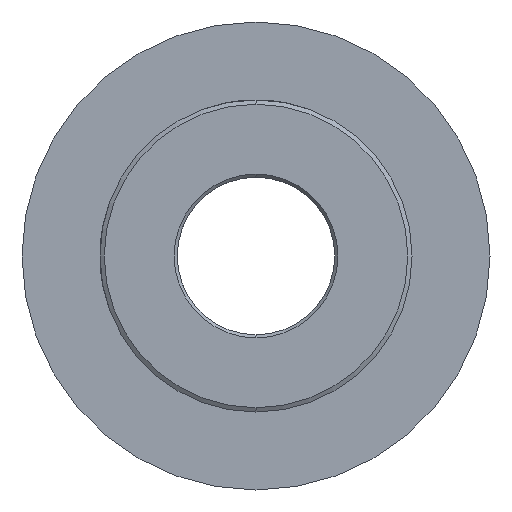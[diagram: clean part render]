
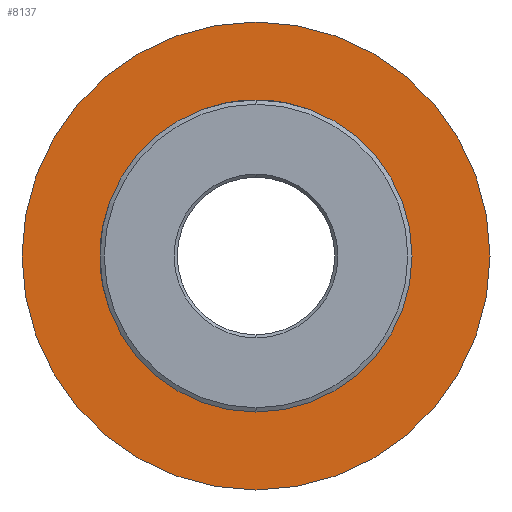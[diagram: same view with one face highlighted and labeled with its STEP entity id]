
A CAD part, left-side view. The second image highlights one B-rep face of the part: STEP entity #8137.
In plain terms, the highlighted planar face has unit normal (-1, 0, 0).
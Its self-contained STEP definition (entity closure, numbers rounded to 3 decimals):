
#84 = EDGE_CURVE ( 'NONE', #13914, #13697, #15759, .T. ) ;
#603 = DIRECTION ( 'NONE',  ( 0., 0., 1. ) ) ;
#783 = CARTESIAN_POINT ( 'NONE',  ( 9., 0., 10. ) ) ;
#1387 = DIRECTION ( 'NONE',  ( -1., 0., 0. ) ) ;
#2307 = VERTEX_POINT ( 'NONE', #14115 ) ;
#2422 = CARTESIAN_POINT ( 'NONE',  ( 9., 0., 15. ) ) ;
#2510 = EDGE_CURVE ( 'NONE', #13697, #13914, #7501, .T. ) ;
#2564 = DIRECTION ( 'NONE',  ( 0., 0., 1. ) ) ;
#2729 = ORIENTED_EDGE ( 'NONE', *, *, #5890, .F. ) ;
#3359 = AXIS2_PLACEMENT_3D ( 'NONE', #6875, #10139, #2564 ) ;
#3413 = CARTESIAN_POINT ( 'NONE',  ( 9., 0., -15. ) ) ;
#3729 = ORIENTED_EDGE ( 'NONE', *, *, #13170, .F. ) ;
#4066 = CARTESIAN_POINT ( 'NONE',  ( 9., 0., 0. ) ) ;
#5079 = AXIS2_PLACEMENT_3D ( 'NONE', #15707, #8132, #603 ) ;
#5159 = FACE_BOUND ( 'NONE', #14919, .T. ) ;
#5183 = CARTESIAN_POINT ( 'NONE',  ( 9., 0., 0. ) ) ;
#5308 = DIRECTION ( 'NONE',  ( 0., 0., 1. ) ) ;
#5583 = CIRCLE ( 'NONE', #7755, 10. ) ;
#5890 = EDGE_CURVE ( 'NONE', #16157, #2307, #11157, .T. ) ;
#6461 = DIRECTION ( 'NONE',  ( 0., 0., 1. ) ) ;
#6875 = CARTESIAN_POINT ( 'NONE',  ( 9., 0., 0. ) ) ;
#7501 = CIRCLE ( 'NONE', #5079, 15. ) ;
#7755 = AXIS2_PLACEMENT_3D ( 'NONE', #5183, #14040, #6461 ) ;
#8132 = DIRECTION ( 'NONE',  ( -1., 0., 0. ) ) ;
#8137 = ADVANCED_FACE ( 'NONE', ( #15642, #5159 ), #8872, .T. ) ;
#8366 = AXIS2_PLACEMENT_3D ( 'NONE', #4066, #12887, #5308 ) ;
#8756 = ORIENTED_EDGE ( 'NONE', *, *, #84, .T. ) ;
#8872 = PLANE ( 'NONE',  #3359 ) ;
#8931 = CARTESIAN_POINT ( 'NONE',  ( 9., 0., 0. ) ) ;
#10139 = DIRECTION ( 'NONE',  ( -1., 0., 0. ) ) ;
#10204 = DIRECTION ( 'NONE',  ( 0., 0., 1. ) ) ;
#11157 = CIRCLE ( 'NONE', #12647, 10. ) ;
#12647 = AXIS2_PLACEMENT_3D ( 'NONE', #8931, #1387, #10204 ) ;
#12887 = DIRECTION ( 'NONE',  ( -1., 0., 0. ) ) ;
#13170 = EDGE_CURVE ( 'NONE', #2307, #16157, #5583, .T. ) ;
#13697 = VERTEX_POINT ( 'NONE', #2422 ) ;
#13914 = VERTEX_POINT ( 'NONE', #3413 ) ;
#14040 = DIRECTION ( 'NONE',  ( -1., 0., 0. ) ) ;
#14115 = CARTESIAN_POINT ( 'NONE',  ( 9., 0., -10. ) ) ;
#14508 = EDGE_LOOP ( 'NONE', ( #15920, #8756 ) ) ;
#14919 = EDGE_LOOP ( 'NONE', ( #2729, #3729 ) ) ;
#15642 = FACE_OUTER_BOUND ( 'NONE', #14508, .T. ) ;
#15707 = CARTESIAN_POINT ( 'NONE',  ( 9., 0., 0. ) ) ;
#15759 = CIRCLE ( 'NONE', #8366, 15. ) ;
#15920 = ORIENTED_EDGE ( 'NONE', *, *, #2510, .T. ) ;
#16157 = VERTEX_POINT ( 'NONE', #783 ) ;
